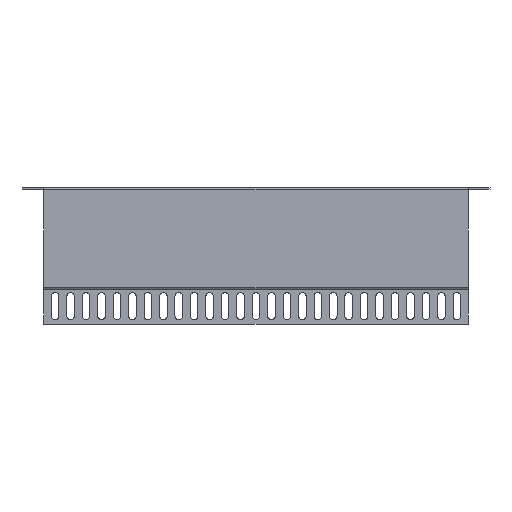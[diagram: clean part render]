
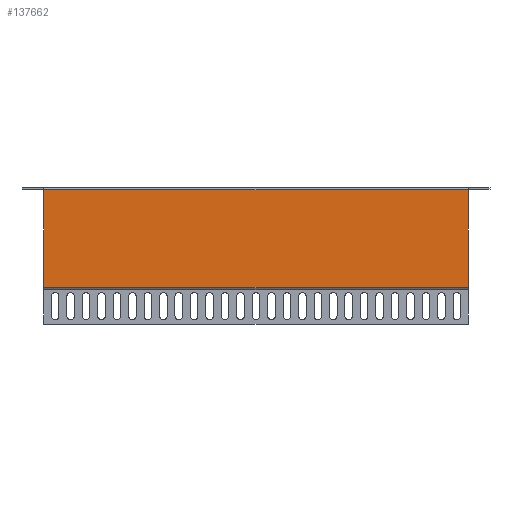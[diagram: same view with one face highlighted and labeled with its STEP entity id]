
A CAD part, front view. The second image highlights one B-rep face of the part: STEP entity #137662.
In plain terms, the highlighted planar face has unit normal (0, -1, 0).
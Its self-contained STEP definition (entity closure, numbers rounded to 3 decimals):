
#4363 = EDGE_CURVE ( 'NONE', #150509, #68286, #80364, .T. ) ;
#4886 = EDGE_CURVE ( 'NONE', #75674, #107102, #20246, .T. ) ;
#8815 = PLANE ( 'NONE',  #160361 ) ;
#11564 = CARTESIAN_POINT ( 'NONE',  ( -219., -22., -0.5 ) ) ;
#12139 = FACE_OUTER_BOUND ( 'NONE', #20254, .T. ) ;
#19918 = VECTOR ( 'NONE', #29311, 1000. ) ;
#20246 = LINE ( 'NONE', #59049, #132434 ) ;
#20254 = EDGE_LOOP ( 'NONE', ( #69524, #62669, #87262, #59970 ) ) ;
#27145 = VECTOR ( 'NONE', #123074, 1000. ) ;
#27877 = CARTESIAN_POINT ( 'NONE',  ( -219., -22., -101. ) ) ;
#29311 = DIRECTION ( 'NONE',  ( 0., 0., -1. ) ) ;
#33695 = CARTESIAN_POINT ( 'NONE',  ( -241.3, -22., 1.5 ) ) ;
#51057 = EDGE_CURVE ( 'NONE', #68286, #75674, #93407, .T. ) ;
#56139 = LINE ( 'NONE', #100943, #27145 ) ;
#59049 = CARTESIAN_POINT ( 'NONE',  ( 219., -22., -101. ) ) ;
#59970 = ORIENTED_EDGE ( 'NONE', *, *, #4886, .T. ) ;
#62669 = ORIENTED_EDGE ( 'NONE', *, *, #4363, .T. ) ;
#68286 = VERTEX_POINT ( 'NONE', #127817 ) ;
#69524 = ORIENTED_EDGE ( 'NONE', *, *, #130673, .F. ) ;
#75674 = VERTEX_POINT ( 'NONE', #27877 ) ;
#80364 = LINE ( 'NONE', #11564, #107343 ) ;
#87262 = ORIENTED_EDGE ( 'NONE', *, *, #51057, .T. ) ;
#90316 = CARTESIAN_POINT ( 'NONE',  ( -219., -22., 1.5 ) ) ;
#93407 = LINE ( 'NONE', #90316, #19918 ) ;
#100943 = CARTESIAN_POINT ( 'NONE',  ( 219., -22., 1.5 ) ) ;
#105972 = CARTESIAN_POINT ( 'NONE',  ( 219., -22., -0.5 ) ) ;
#107102 = VERTEX_POINT ( 'NONE', #137276 ) ;
#107343 = VECTOR ( 'NONE', #110427, 1000. ) ;
#110427 = DIRECTION ( 'NONE',  ( -1., 0., 0. ) ) ;
#120078 = DIRECTION ( 'NONE',  ( 0., 0., 1. ) ) ;
#123074 = DIRECTION ( 'NONE',  ( 0., 0., -1. ) ) ;
#127817 = CARTESIAN_POINT ( 'NONE',  ( -219., -22., -0.5 ) ) ;
#130673 = EDGE_CURVE ( 'NONE', #150509, #107102, #56139, .T. ) ;
#132434 = VECTOR ( 'NONE', #132454, 1000. ) ;
#132454 = DIRECTION ( 'NONE',  ( 1., 0., 0. ) ) ;
#137276 = CARTESIAN_POINT ( 'NONE',  ( 219., -22., -101. ) ) ;
#137662 = ADVANCED_FACE ( 'NONE', ( #12139 ), #8815, .F. ) ;
#143856 = DIRECTION ( 'NONE',  ( 0., 1., 0. ) ) ;
#150509 = VERTEX_POINT ( 'NONE', #105972 ) ;
#160361 = AXIS2_PLACEMENT_3D ( 'NONE', #33695, #143856, #120078 ) ;
